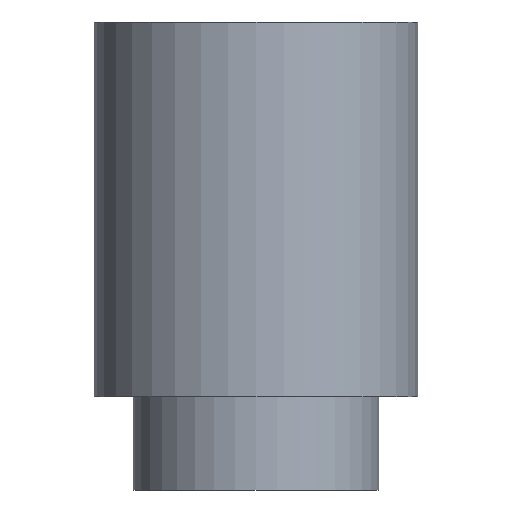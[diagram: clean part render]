
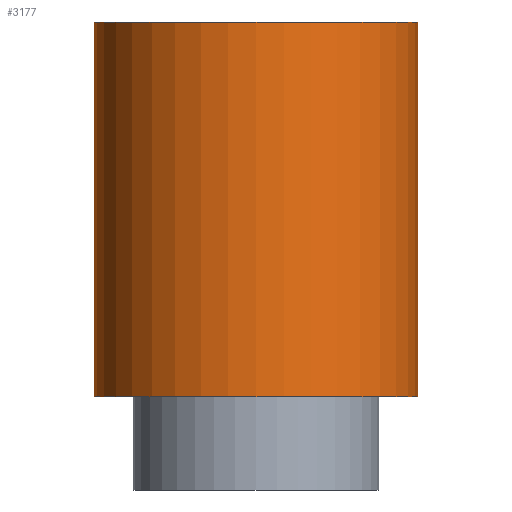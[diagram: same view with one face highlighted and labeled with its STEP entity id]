
A CAD part, front view. The second image highlights one B-rep face of the part: STEP entity #3177.
In plain terms, the highlighted cylindrical face has radius 2.78 mm (diameter 5.56 mm), a partial arc.
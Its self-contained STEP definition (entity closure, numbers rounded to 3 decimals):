
#4 = CARTESIAN_POINT ( 'NONE',  ( 2.78, 0., 6.45 ) ) ;
#27 = LINE ( 'NONE', #4, #3726 ) ;
#39 = CARTESIAN_POINT ( 'NONE',  ( 2.78, 0., 0. ) ) ;
#95 = FACE_OUTER_BOUND ( 'NONE', #2345, .T. ) ;
#211 = DIRECTION ( 'NONE',  ( 1., 0., 0. ) ) ;
#232 = CARTESIAN_POINT ( 'NONE',  ( 0., 0., 0. ) ) ;
#730 = DIRECTION ( 'NONE',  ( 0., 0., -1. ) ) ;
#756 = ORIENTED_EDGE ( 'NONE', *, *, #1787, .F. ) ;
#860 = VERTEX_POINT ( 'NONE', #4404 ) ;
#1223 = CYLINDRICAL_SURFACE ( 'NONE', #3503, 2.78 ) ;
#1342 = ORIENTED_EDGE ( 'NONE', *, *, #3867, .T. ) ;
#1387 = VERTEX_POINT ( 'NONE', #1472 ) ;
#1422 = LINE ( 'NONE', #3219, #3119 ) ;
#1472 = CARTESIAN_POINT ( 'NONE',  ( -2.78, 0., 6.45 ) ) ;
#1493 = ORIENTED_EDGE ( 'NONE', *, *, #3500, .F. ) ;
#1516 = DIRECTION ( 'NONE',  ( 0., 0., -1. ) ) ;
#1557 = AXIS2_PLACEMENT_3D ( 'NONE', #4160, #2380, #211 ) ;
#1787 = EDGE_CURVE ( 'NONE', #1387, #3249, #4247, .T. ) ;
#1936 = EDGE_CURVE ( 'NONE', #1387, #860, #1422, .T. ) ;
#2345 = EDGE_LOOP ( 'NONE', ( #1493, #756, #4049, #1342 ) ) ;
#2380 = DIRECTION ( 'NONE',  ( 0., 0., 1. ) ) ;
#2392 = VERTEX_POINT ( 'NONE', #39 ) ;
#2452 = CIRCLE ( 'NONE', #2970, 2.78 ) ;
#2970 = AXIS2_PLACEMENT_3D ( 'NONE', #232, #4159, #3452 ) ;
#3012 = DIRECTION ( 'NONE',  ( -1., 0., 0. ) ) ;
#3102 = CARTESIAN_POINT ( 'NONE',  ( 2.78, 0., 6.45 ) ) ;
#3119 = VECTOR ( 'NONE', #730, 1000. ) ;
#3177 = ADVANCED_FACE ( 'NONE', ( #95 ), #1223, .T. ) ;
#3219 = CARTESIAN_POINT ( 'NONE',  ( -2.78, 0., 6.45 ) ) ;
#3249 = VERTEX_POINT ( 'NONE', #3102 ) ;
#3452 = DIRECTION ( 'NONE',  ( 1., 0., 0. ) ) ;
#3500 = EDGE_CURVE ( 'NONE', #3249, #2392, #27, .T. ) ;
#3503 = AXIS2_PLACEMENT_3D ( 'NONE', #4022, #1516, #3012 ) ;
#3726 = VECTOR ( 'NONE', #3946, 1000. ) ;
#3867 = EDGE_CURVE ( 'NONE', #860, #2392, #2452, .T. ) ;
#3946 = DIRECTION ( 'NONE',  ( 0., 0., -1. ) ) ;
#4022 = CARTESIAN_POINT ( 'NONE',  ( 0., 0., 6.45 ) ) ;
#4049 = ORIENTED_EDGE ( 'NONE', *, *, #1936, .T. ) ;
#4159 = DIRECTION ( 'NONE',  ( 0., 0., 1. ) ) ;
#4160 = CARTESIAN_POINT ( 'NONE',  ( 0., 0., 6.45 ) ) ;
#4247 = CIRCLE ( 'NONE', #1557, 2.78 ) ;
#4404 = CARTESIAN_POINT ( 'NONE',  ( -2.78, 0., 0. ) ) ;
